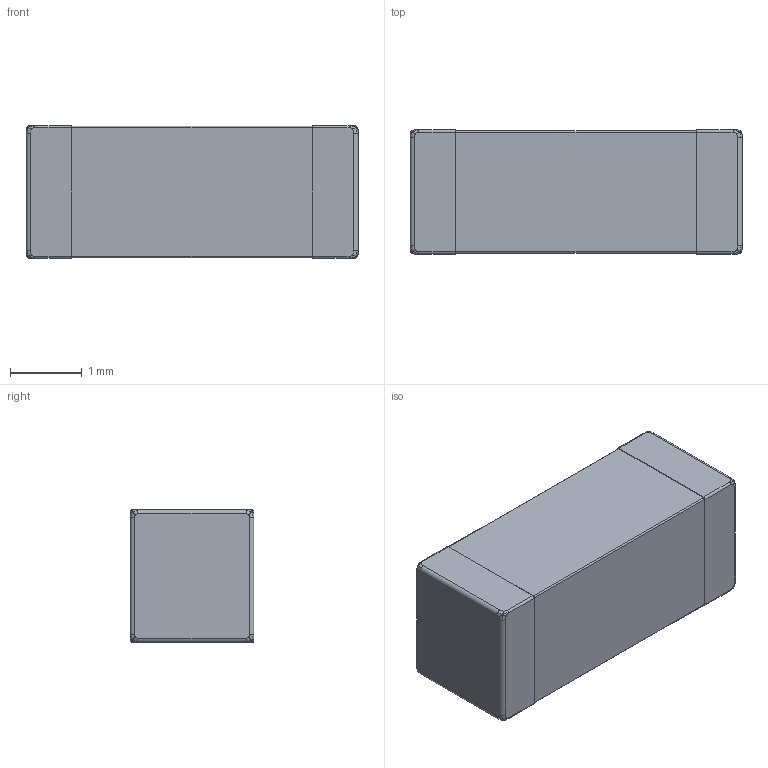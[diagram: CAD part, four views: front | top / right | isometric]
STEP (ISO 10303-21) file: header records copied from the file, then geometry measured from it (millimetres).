
FILE_DESCRIPTION(/* description */ (''),/* implementation_level */ '2;1');
FILE_NAME(/* name */ 'FER 1806.step',/* time_stamp */ '2019-11-26T09:09:28+00:00',/* author */ (''),/* organization */ (''),/* preprocessor_version */ 'ST-DEVELOPER v18',/* originating_system */ 'Autodesk Translation Framework v8.12.0.6',/* authorisation */ '');
FILE_SCHEMA (('AUTOMOTIVE_DESIGN { 1 0 10303 214 3 1 1 }'));
Length unit declared in the file: millimetre
Products named in the file (1): FER 1806
Bounding box: 4.62 x 1.73 x 1.85 mm (x, y, z)
Volume: 14.5 mm3; surface area: 38.7 mm2
Topology: 1 solids, 1 shells, 95 faces, 239 edges, 148 vertices
Faces by surface type: bspline 48, cylinder 26, plane 16, torus 5
Entity records: 5145 total; most frequent: CARTESIAN_POINT 3045, ORIENTED_EDGE 478, DIRECTION 348, EDGE_CURVE 239, VERTEX_POINT 148, AXIS2_PLACEMENT_3D 143, EDGE_LOOP 97, FACE_OUTER_BOUND 95
